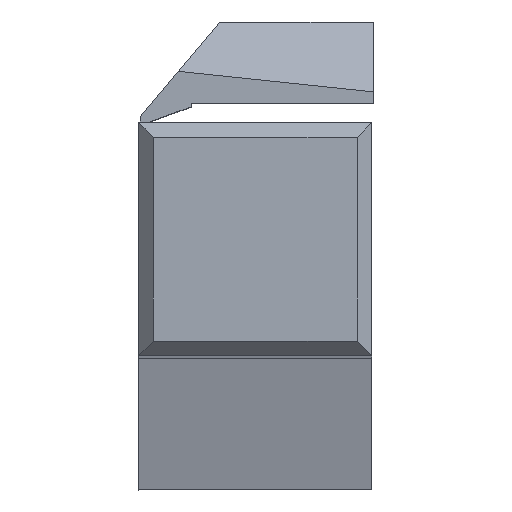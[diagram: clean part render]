
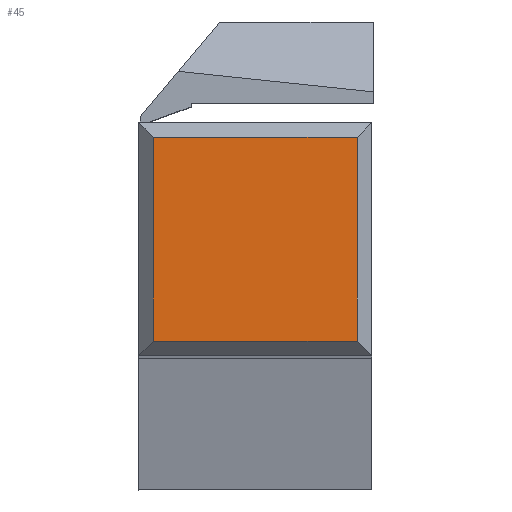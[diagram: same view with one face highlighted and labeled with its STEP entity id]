
A CAD part, top view. The second image highlights one B-rep face of the part: STEP entity #45.
In plain terms, the highlighted planar face has unit normal (0, 0, 1).
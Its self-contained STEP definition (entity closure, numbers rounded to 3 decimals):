
#33 = DIRECTION ( 'NONE',  ( 0., 1., 0. ) ) ;
#45 = ADVANCED_FACE ( 'NONE', ( #258 ), #569, .F. ) ;
#77 = ORIENTED_EDGE ( 'NONE', *, *, #180, .T. ) ;
#80 = CARTESIAN_POINT ( 'NONE',  ( -16., 15., 0. ) ) ;
#130 = EDGE_LOOP ( 'NONE', ( #1037, #466, #77, #934 ) ) ;
#168 = VERTEX_POINT ( 'NONE', #272 ) ;
#180 = EDGE_CURVE ( 'NONE', #832, #771, #680, .T. ) ;
#196 = DIRECTION ( 'NONE',  ( -1., 0., 0. ) ) ;
#258 = FACE_OUTER_BOUND ( 'NONE', #130, .T. ) ;
#272 = CARTESIAN_POINT ( 'NONE',  ( -1., 15., 0. ) ) ;
#300 = CARTESIAN_POINT ( 'NONE',  ( 0., 1., 0. ) ) ;
#331 = EDGE_CURVE ( 'NONE', #168, #745, #651, .T. ) ;
#339 = AXIS2_PLACEMENT_3D ( 'NONE', #402, #950, #196 ) ;
#350 = CARTESIAN_POINT ( 'NONE',  ( -1., 16., 0. ) ) ;
#368 = DIRECTION ( 'NONE',  ( 1., 0., 0. ) ) ;
#388 = VECTOR ( 'NONE', #368, 1000. ) ;
#392 = EDGE_CURVE ( 'NONE', #771, #168, #598, .T. ) ;
#402 = CARTESIAN_POINT ( 'NONE',  ( 0., 0., 0. ) ) ;
#466 = ORIENTED_EDGE ( 'NONE', *, *, #524, .T. ) ;
#497 = DIRECTION ( 'NONE',  ( -1., 0., 0. ) ) ;
#524 = EDGE_CURVE ( 'NONE', #745, #832, #1067, .T. ) ;
#549 = DIRECTION ( 'NONE',  ( 0., -1., 0. ) ) ;
#569 = PLANE ( 'NONE',  #339 ) ;
#598 = LINE ( 'NONE', #350, #732 ) ;
#615 = CARTESIAN_POINT ( 'NONE',  ( -1., 1., 0. ) ) ;
#651 = LINE ( 'NONE', #80, #655 ) ;
#655 = VECTOR ( 'NONE', #497, 1000. ) ;
#680 = LINE ( 'NONE', #300, #388 ) ;
#732 = VECTOR ( 'NONE', #33, 1000. ) ;
#745 = VERTEX_POINT ( 'NONE', #922 ) ;
#771 = VERTEX_POINT ( 'NONE', #615 ) ;
#832 = VERTEX_POINT ( 'NONE', #1010 ) ;
#922 = CARTESIAN_POINT ( 'NONE',  ( -15., 15., 0. ) ) ;
#934 = ORIENTED_EDGE ( 'NONE', *, *, #392, .T. ) ;
#950 = DIRECTION ( 'NONE',  ( 0., 0., -1. ) ) ;
#969 = CARTESIAN_POINT ( 'NONE',  ( -15., 0., 0. ) ) ;
#1010 = CARTESIAN_POINT ( 'NONE',  ( -15., 1., 0. ) ) ;
#1037 = ORIENTED_EDGE ( 'NONE', *, *, #331, .T. ) ;
#1067 = LINE ( 'NONE', #969, #1068 ) ;
#1068 = VECTOR ( 'NONE', #549, 1000. ) ;
